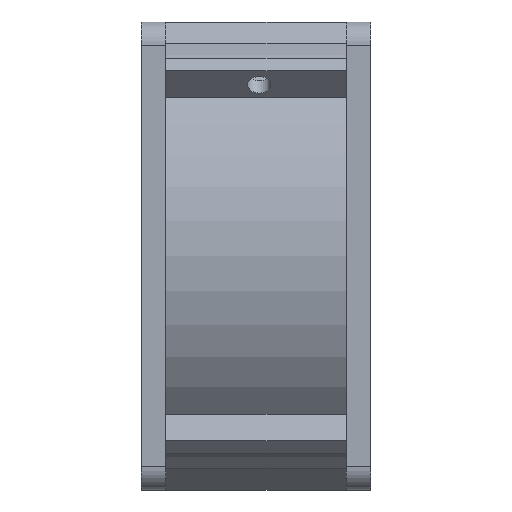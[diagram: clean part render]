
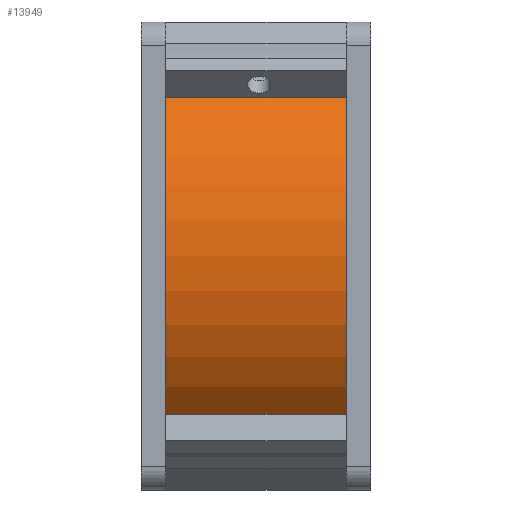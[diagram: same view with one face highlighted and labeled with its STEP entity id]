
A CAD part, left-side view. The second image highlights one B-rep face of the part: STEP entity #13949.
In plain terms, the highlighted cylindrical face has radius 39.75 mm (diameter 79.5 mm), a partial arc.
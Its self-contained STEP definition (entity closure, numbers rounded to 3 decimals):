
#798=CARTESIAN_POINT('',(0.,4.2,0.));
#799=DIRECTION('',(0.,1.,0.));
#800=DIRECTION('',(-0.733,0.,-0.68));
#801=AXIS2_PLACEMENT_3D('',#798,#799,#800);
#803=CARTESIAN_POINT('',(0.,4.2,0.));
#804=DIRECTION('',(0.,1.,0.));
#805=DIRECTION('',(-1.,0.,0.));
#806=AXIS2_PLACEMENT_3D('',#803,#804,#805);
#3020=CARTESIAN_POINT('',(0.,35.,0.));
#3021=DIRECTION('',(0.,-1.,0.));
#3022=DIRECTION('',(-0.732,0.,0.681));
#3023=AXIS2_PLACEMENT_3D('',#3020,#3021,#3022);
#3025=CARTESIAN_POINT('',(0.,35.,0.));
#3026=DIRECTION('',(0.,-1.,0.));
#3027=DIRECTION('',(-1.,0.,0.));
#3028=AXIS2_PLACEMENT_3D('',#3025,#3026,#3027);
#3253=DIRECTION('',(0.,1.,0.));
#3254=VECTOR('',#3253,30.8);
#3255=CARTESIAN_POINT('',(-29.15,4.2,-27.024));
#3256=LINE('',#3255,#3254);
#3257=DIRECTION('',(0.,-1.,0.));
#3258=VECTOR('',#3257,30.8);
#3259=CARTESIAN_POINT('',(-29.111,35.,27.067));
#3260=LINE('',#3259,#3258);
#8540=CARTESIAN_POINT('',(-29.15,4.2,-27.024));
#8541=VERTEX_POINT('',#8540);
#8542=CARTESIAN_POINT('',(-39.75,4.2,0.));
#8543=CARTESIAN_POINT('',(-29.111,4.2,27.067));
#8544=VERTEX_POINT('',#8542);
#8545=VERTEX_POINT('',#8543);
#8636=CARTESIAN_POINT('',(-29.111,35.,27.067));
#8637=VERTEX_POINT('',#8636);
#8638=CARTESIAN_POINT('',(-39.75,35.,0.));
#8639=CARTESIAN_POINT('',(-29.15,35.,-27.024));
#8640=VERTEX_POINT('',#8638);
#8641=VERTEX_POINT('',#8639);
#13935=CARTESIAN_POINT('',(0.,4.2,0.));
#13936=DIRECTION('',(0.,1.,0.));
#13937=DIRECTION('',(1.,0.,0.));
#13938=AXIS2_PLACEMENT_3D('',#13935,#13936,#13937);
#13939=CYLINDRICAL_SURFACE('',#13938,39.75);
#13941=ORIENTED_EDGE('',*,*,#13940,.T.);
#13942=ORIENTED_EDGE('',*,*,#13725,.F.);
#13943=ORIENTED_EDGE('',*,*,#13723,.F.);
#13944=ORIENTED_EDGE('',*,*,#13922,.T.);
#13945=ORIENTED_EDGE('',*,*,#11145,.F.);
#13946=ORIENTED_EDGE('',*,*,#11143,.F.);
#13947=EDGE_LOOP('',(#13941,#13942,#13943,#13944,#13945,#13946));
#13948=FACE_OUTER_BOUND('',#13947,.F.);
#13949=ADVANCED_FACE('',(#13948),#13939,.T.);
#802=CIRCLE('',#801,39.75);
#807=CIRCLE('',#806,39.75);
#3024=CIRCLE('',#3023,39.75);
#3029=CIRCLE('',#3028,39.75);
#11143=EDGE_CURVE('',#8541,#8544,#802,.T.);
#11145=EDGE_CURVE('',#8544,#8545,#807,.T.);
#13723=EDGE_CURVE('',#8637,#8640,#3024,.T.);
#13725=EDGE_CURVE('',#8640,#8641,#3029,.T.);
#13922=EDGE_CURVE('',#8637,#8545,#3260,.T.);
#13940=EDGE_CURVE('',#8541,#8641,#3256,.T.);
